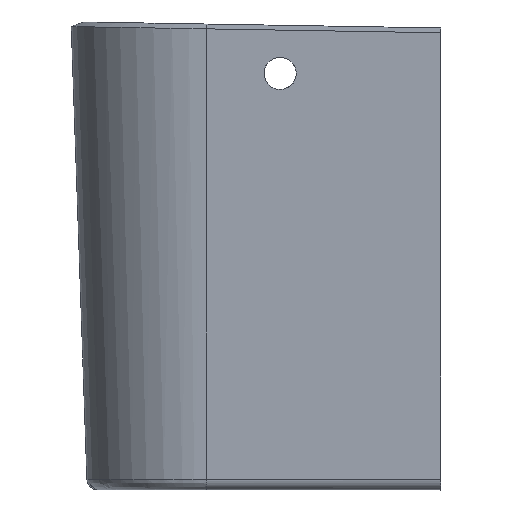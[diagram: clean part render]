
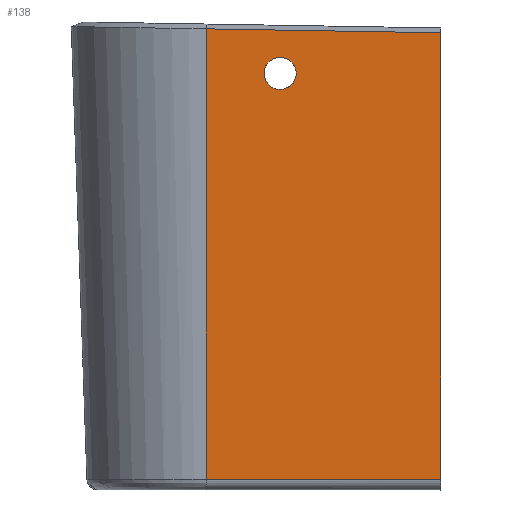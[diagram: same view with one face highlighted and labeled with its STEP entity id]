
A CAD part, front view. The second image highlights one B-rep face of the part: STEP entity #138.
In plain terms, the highlighted planar face has unit normal (-0.02, -0.999, -0.028).
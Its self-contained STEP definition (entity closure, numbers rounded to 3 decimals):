
#84=CARTESIAN_POINT('',(-110.0,-85.61,-28.337));
#85=VERTEX_POINT('',#84);
#86=CARTESIAN_POINT('',(-100.0,-85.81,-28.337));
#87=DIRECTION('',(0.02,0.999,0.028));
#88=DIRECTION('',(-0.583,0.034,-0.812));
#89=AXIS2_PLACEMENT_3D('',#86,#87,#88);
#90=ELLIPSE('',#89,10.006,10.0);
#91=EDGE_CURVE('',#85,#85,#90,.T.);
#96=CARTESIAN_POINT('',(0.0,-88.6,0.0));
#97=DIRECTION('',(0.02,0.999,0.028));
#98=DIRECTION('',(0.0,-0.028,1.));
#99=AXIS2_PLACEMENT_3D('',#96,#97,#98);
#100=PLANE('',#99);
#101=CARTESIAN_POINT('',(0.,-88.516,-2.999));
#102=VERTEX_POINT('',#101);
#103=CARTESIAN_POINT('',(-146.017,-85.664,-0.566));
#104=VERTEX_POINT('',#103);
#105=CARTESIAN_POINT('',(-146.017,-85.664,-0.566));
#106=DIRECTION('',(1.,-0.02,-0.017));
#107=VECTOR('',#106,146.065);
#108=LINE('',#105,#107);
#109=EDGE_CURVE('',#102,#104,#108,.F.);
#110=ORIENTED_EDGE('',*,*,#109,.T.);
#111=CARTESIAN_POINT('',(-146.017,-77.849,-280.875));
#112=VERTEX_POINT('',#111);
#113=CARTESIAN_POINT('',(-146.017,-85.664,-0.566));
#114=DIRECTION('',(0.0,0.028,-1.));
#115=VECTOR('',#114,280.418);
#116=LINE('',#113,#115);
#117=EDGE_CURVE('',#104,#112,#116,.T.);
#118=ORIENTED_EDGE('',*,*,#117,.T.);
#119=CARTESIAN_POINT('',(0.,-80.769,-280.875));
#120=VERTEX_POINT('',#119);
#121=CARTESIAN_POINT('',(-146.017,-77.849,-280.875));
#122=DIRECTION('',(1.,-0.02,0.));
#123=VECTOR('',#122,146.046);
#124=LINE('',#121,#123);
#125=EDGE_CURVE('',#112,#120,#124,.T.);
#126=ORIENTED_EDGE('',*,*,#125,.T.);
#127=CARTESIAN_POINT('',(0.,-88.516,-2.999));
#128=DIRECTION('',(0.,0.028,-1.));
#129=VECTOR('',#128,277.984);
#130=LINE('',#127,#129);
#131=EDGE_CURVE('',#102,#120,#130,.T.);
#132=ORIENTED_EDGE('',*,*,#131,.F.);
#133=EDGE_LOOP('',(#110,#118,#126,#132));
#134=FACE_OUTER_BOUND('',#133,.T.);
#135=ORIENTED_EDGE('',*,*,#91,.T.);
#136=EDGE_LOOP('',(#135));
#137=FACE_BOUND('',#136,.T.);
#138=ADVANCED_FACE('',(#134,#137),#100,.F.);
